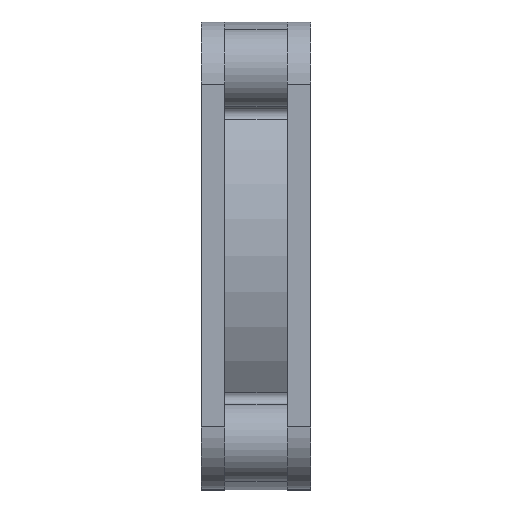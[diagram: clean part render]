
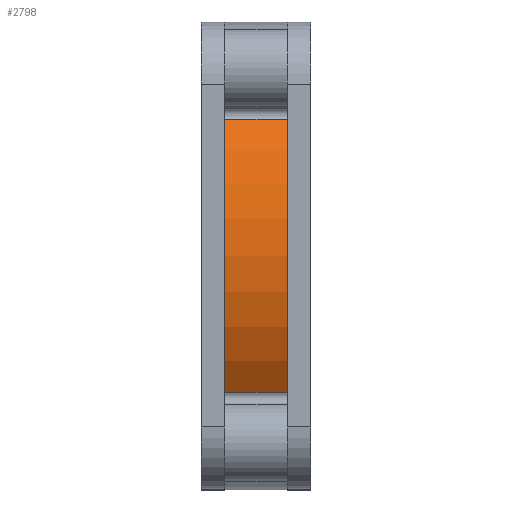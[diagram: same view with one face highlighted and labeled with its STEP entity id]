
A CAD part, top view. The second image highlights one B-rep face of the part: STEP entity #2798.
In plain terms, the highlighted cylindrical face has radius 15 mm (diameter 30 mm), a partial arc.
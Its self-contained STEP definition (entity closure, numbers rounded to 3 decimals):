
#179=LINE('',#5841,#332);
#180=LINE('',#5848,#333);
#332=VECTOR('',#3916,10.);
#333=VECTOR('',#3923,10.);
#409=CYLINDRICAL_SURFACE('',#3144,15.);
#652=CIRCLE('',#3137,15.);
#657=CIRCLE('',#3145,15.);
#658=CIRCLE('',#3146,15.);
#659=CIRCLE('',#3147,15.);
#818=FACE_OUTER_BOUND('',#992,.T.);
#992=EDGE_LOOP('',(#2489,#2490,#2491,#2492,#2493,#2494));
#1332=VERTEX_POINT('',#5824);
#1333=VERTEX_POINT('',#5826);
#1337=VERTEX_POINT('',#5839);
#1338=VERTEX_POINT('',#5843);
#1339=VERTEX_POINT('',#5845);
#1340=VERTEX_POINT('',#5847);
#1727=EDGE_CURVE('',#1332,#1333,#652,.T.);
#1735=EDGE_CURVE('',#1337,#1332,#179,.T.);
#1736=EDGE_CURVE('',#1338,#1337,#657,.T.);
#1737=EDGE_CURVE('',#1339,#1338,#658,.T.);
#1738=EDGE_CURVE('',#1340,#1339,#180,.T.);
#1739=EDGE_CURVE('',#1333,#1340,#659,.T.);
#2489=ORIENTED_EDGE('',*,*,#1735,.F.);
#2490=ORIENTED_EDGE('',*,*,#1736,.F.);
#2491=ORIENTED_EDGE('',*,*,#1737,.F.);
#2492=ORIENTED_EDGE('',*,*,#1738,.F.);
#2493=ORIENTED_EDGE('',*,*,#1739,.F.);
#2494=ORIENTED_EDGE('',*,*,#1727,.F.);
#2798=ADVANCED_FACE('',(#818),#409,.T.);
#3137=AXIS2_PLACEMENT_3D('',#5827,#3899,#3900);
#3144=AXIS2_PLACEMENT_3D('',#5842,#3917,#3918);
#3145=AXIS2_PLACEMENT_3D('',#5844,#3919,#3920);
#3146=AXIS2_PLACEMENT_3D('',#5846,#3921,#3922);
#3147=AXIS2_PLACEMENT_3D('',#5849,#3924,#3925);
#3899=DIRECTION('center_axis',(1.,0.,0.));
#3900=DIRECTION('ref_axis',(0.,0.636,0.772));
#3916=DIRECTION('',(1.,0.,0.));
#3917=DIRECTION('center_axis',(1.,0.,0.));
#3918=DIRECTION('ref_axis',(0.,0.636,0.772));
#3919=DIRECTION('center_axis',(-1.,0.,0.));
#3920=DIRECTION('ref_axis',(0.,0.636,0.772));
#3921=DIRECTION('center_axis',(-1.,0.,0.));
#3922=DIRECTION('ref_axis',(0.,0.636,0.772));
#3923=DIRECTION('',(-1.,0.,0.));
#3924=DIRECTION('center_axis',(1.,0.,0.));
#3925=DIRECTION('ref_axis',(0.,0.636,0.772));
#5824=CARTESIAN_POINT('',(5.5,8.764,12.173));
#5826=CARTESIAN_POINT('',(5.5,0.,15.));
#5827=CARTESIAN_POINT('Origin',(5.5,0.,0.));
#5839=CARTESIAN_POINT('',(1.5,8.764,12.173));
#5841=CARTESIAN_POINT('',(1.5,8.764,12.173));
#5842=CARTESIAN_POINT('Origin',(1.5,0.,0.));
#5843=CARTESIAN_POINT('',(1.5,0.,15.));
#5844=CARTESIAN_POINT('Origin',(1.5,0.,0.));
#5845=CARTESIAN_POINT('',(1.5,-8.764,12.173));
#5846=CARTESIAN_POINT('Origin',(1.5,0.,0.));
#5847=CARTESIAN_POINT('',(5.5,-8.764,12.173));
#5848=CARTESIAN_POINT('',(1.5,-8.764,12.173));
#5849=CARTESIAN_POINT('Origin',(5.5,0.,0.));
